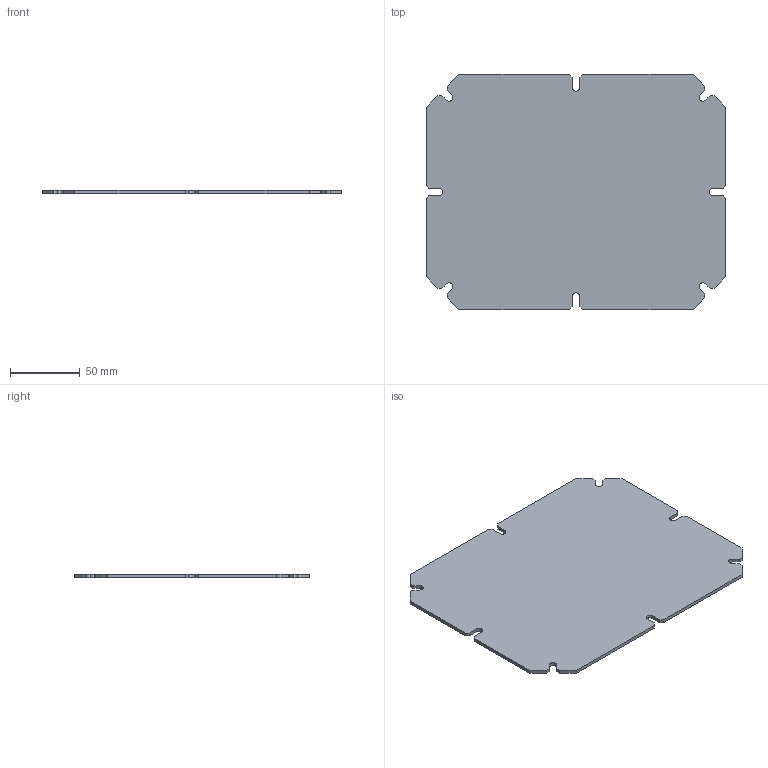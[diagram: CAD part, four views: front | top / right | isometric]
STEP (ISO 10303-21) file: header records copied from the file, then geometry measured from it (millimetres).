
FILE_DESCRIPTION((''),'2;1');
FILE_NAME('NSYAMPM1916TB_ASM','2021-12-03T11:19:54',('SESA6369'),('Schneider-Electric'),'CREO PARAMETRIC BY PTC INC, 2019471','CREO PARAMETRIC BY PTC INC, 2019471','');
FILE_SCHEMA(('AP242_MANAGED_MODEL_BASED_3D_ENGINEERING_MIM_LF { 1 0 10303 442 1 1 4 }'));
Length unit declared in the file: millimetre
Products named in the file (2): ENN1897A-S_175X225_ISOLANTE; NSYAMPM1916TB_ASM
Assembly tree (1 placements, depth 2):
  NSYAMPM1916TB_ASM
    ENN1897A-S_175X225_ISOLANTE
Bounding box: 215 x 168.5 x 2.5 mm (x, y, z)
Volume: 86622.5 mm3; surface area: 71413.7 mm2
Topology: 1 solids, 1 shells, 58 faces, 182 edges, 140 vertices
Faces by surface type: plane 50, cylinder 8
Entity records: 3541 total; most frequent: CARTESIAN_POINT 367, ORIENTED_EDGE 336, DIRECTION 334, PRESENTATION_STYLE_ASSIGNMENT 245, STYLED_ITEM 245, CURVE_STYLE 184, EDGE_CURVE 168, VECTOR 166
